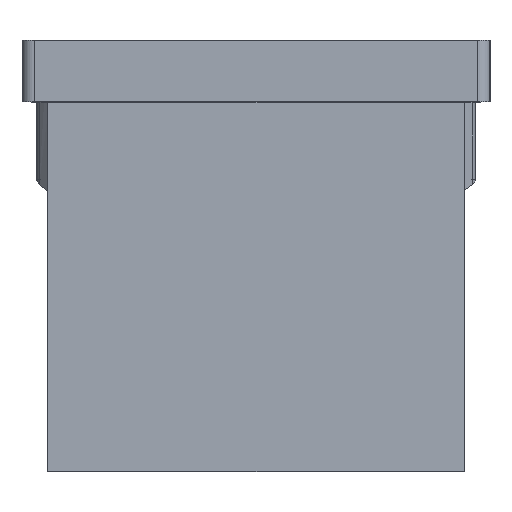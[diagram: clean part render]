
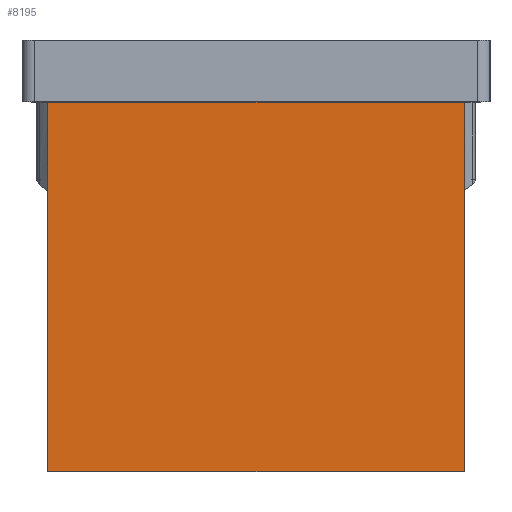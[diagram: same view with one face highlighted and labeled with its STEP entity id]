
A CAD part, top view. The second image highlights one B-rep face of the part: STEP entity #8195.
In plain terms, the highlighted planar face has unit normal (0, 0, 1).
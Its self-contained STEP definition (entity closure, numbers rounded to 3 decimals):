
#179=PLANE('',#8868);
#465=FACE_OUTER_BOUND('',#883,.T.);
#883=EDGE_LOOP('',(#6456,#6457,#6458,#6459));
#1580=LINE('',#13536,#2354);
#1668=LINE('',#14083,#2442);
#1688=LINE('',#14118,#2462);
#1714=LINE('',#14184,#2488);
#2354=VECTOR('',#10038,10.);
#2442=VECTOR('',#10312,10.);
#2462=VECTOR('',#10356,10.);
#2488=VECTOR('',#10428,10.);
#3715=VERTEX_POINT('',#13533);
#3716=VERTEX_POINT('',#13535);
#3818=VERTEX_POINT('',#14080);
#3819=VERTEX_POINT('',#14082);
#4625=EDGE_CURVE('',#3715,#3716,#1580,.T.);
#4788=EDGE_CURVE('',#3819,#3818,#1668,.T.);
#4810=EDGE_CURVE('',#3716,#3818,#1688,.T.);
#4840=EDGE_CURVE('',#3819,#3715,#1714,.T.);
#6456=ORIENTED_EDGE('',*,*,#4840,.F.);
#6457=ORIENTED_EDGE('',*,*,#4788,.T.);
#6458=ORIENTED_EDGE('',*,*,#4810,.F.);
#6459=ORIENTED_EDGE('',*,*,#4625,.F.);
#8195=ADVANCED_FACE('',(#465),#179,.T.);
#8868=AXIS2_PLACEMENT_3D('',#14183,#10426,#10427);
#10038=DIRECTION('',(0.,-1.,0.));
#10312=DIRECTION('',(0.,-1.,0.));
#10356=DIRECTION('',(-1.,0.,0.));
#10426=DIRECTION('center_axis',(0.,0.,1.));
#10427=DIRECTION('ref_axis',(-1.,0.,0.));
#10428=DIRECTION('',(1.,0.,0.));
#13533=CARTESIAN_POINT('',(35.916,0.,209.499));
#13535=CARTESIAN_POINT('',(35.916,-30.,209.499));
#13536=CARTESIAN_POINT('',(35.916,0.,209.499));
#14080=CARTESIAN_POINT('',(2.09,-30.,209.499));
#14082=CARTESIAN_POINT('',(2.09,0.,209.499));
#14083=CARTESIAN_POINT('',(2.09,0.,209.499));
#14118=CARTESIAN_POINT('',(35.916,-30.,209.499));
#14183=CARTESIAN_POINT('Origin',(35.916,0.,209.499));
#14184=CARTESIAN_POINT('',(27.459,0.,209.499));
